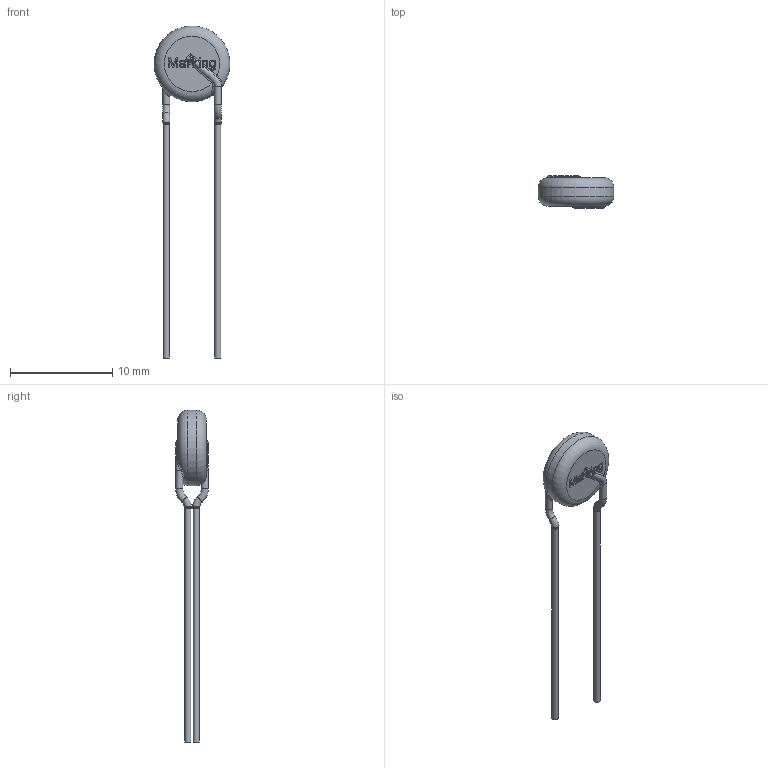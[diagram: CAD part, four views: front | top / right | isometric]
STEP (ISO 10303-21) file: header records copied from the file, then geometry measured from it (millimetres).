
FILE_DESCRIPTION(/* description */ ('Unknown'),/* implementation_level */ '2;1');
FILE_NAME(/* name */ '820573001',/* time_stamp */ '2018-10-05T12:28:24+02:00',/* author */ ('Unknown'),/* organization */ ('Unknown'),/* preprocessor_version */ 'ST-DEVELOPER v16.7',/* originating_system */ 'DEX',/* authorisation */ $);
FILE_SCHEMA (('AUTOMOTIVE_DESIGN {1 0 10303 214 3 1 1}'));
Length unit declared in the file: millimetre
Products named in the file (1): 820573001
Bounding box: 7.4 x 3.2 x 32.4 mm (x, y, z)
Volume: 127.8 mm3; surface area: 233.9 mm2
Topology: 1 solids, 1 shells, 202 faces, 587 edges, 389 vertices
Faces by surface type: bspline 95, plane 88, cylinder 11, torus 8
Full cylindrical faces by diameter (mm): 0.6 x2, 0.7 x2, 7.4 x1
Entity records: 13287 total; most frequent: CARTESIAN_POINT 7563, ORIENTED_EDGE 1112, EDGE_CURVE 556, DIRECTION 500, VERTEX_POINT 377, B_SPLINE_CURVE_WITH_KNOTS 304, EDGE_LOOP 223, FACE_BOUND 223
